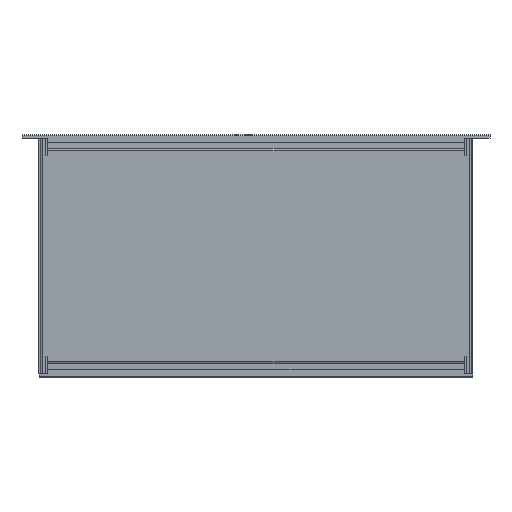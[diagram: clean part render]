
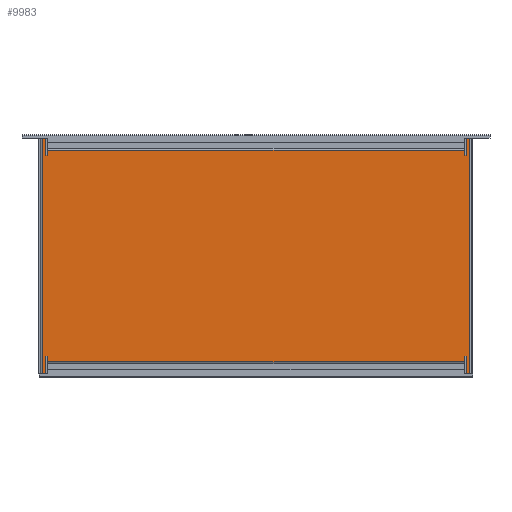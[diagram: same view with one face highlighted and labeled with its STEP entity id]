
A CAD part, front view. The second image highlights one B-rep face of the part: STEP entity #9983.
In plain terms, the highlighted planar face has unit normal (0, -1, 0).
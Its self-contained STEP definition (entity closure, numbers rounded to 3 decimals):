
#8657=DIRECTION('',(1.,0.,0.));
#8658=VECTOR('',#8657,3.4);
#8659=CARTESIAN_POINT('',(216.6,-9.6,-121.4));
#8660=LINE('',#8659,#8658);
#8759=DIRECTION('',(1.,0.,0.));
#8760=VECTOR('',#8759,3.4);
#8761=CARTESIAN_POINT('',(-220.,-9.6,-121.4));
#8762=LINE('',#8761,#8760);
#8871=DIRECTION('',(0.,0.,1.));
#8872=VECTOR('',#8871,5.472);
#8873=CARTESIAN_POINT('',(-214.75,-9.6,103.49));
#8874=LINE('',#8873,#8872);
#8952=DIRECTION('',(-1.,0.,0.));
#8953=VECTOR('',#8952,1.85);
#8954=CARTESIAN_POINT('',(-214.75,-9.6,103.49));
#8955=LINE('',#8954,#8953);
#8959=DIRECTION('',(-1.,0.,0.));
#8960=VECTOR('',#8959,1.85);
#8961=CARTESIAN_POINT('',(216.6,-9.6,103.49));
#8962=LINE('',#8961,#8960);
#8966=DIRECTION('',(0.,0.,-1.));
#8967=VECTOR('',#8966,17.91);
#8968=CARTESIAN_POINT('',(216.6,-9.6,121.4));
#8969=LINE('',#8968,#8967);
#8973=DIRECTION('',(0.,0.,-1.));
#8974=VECTOR('',#8973,242.8);
#8975=CARTESIAN_POINT('',(220.,-9.6,121.4));
#8976=LINE('',#8975,#8974);
#8980=DIRECTION('',(0.,0.,1.));
#8981=VECTOR('',#8980,17.91);
#8982=CARTESIAN_POINT('',(216.6,-9.6,-121.4));
#8983=LINE('',#8982,#8981);
#8987=DIRECTION('',(-1.,0.,0.));
#8988=VECTOR('',#8987,1.85);
#8989=CARTESIAN_POINT('',(216.6,-9.6,-103.49));
#8990=LINE('',#8989,#8988);
#8994=DIRECTION('',(-1.,0.,0.));
#8995=VECTOR('',#8994,1.85);
#8996=CARTESIAN_POINT('',(-214.75,-9.6,-103.49));
#8997=LINE('',#8996,#8995);
#9001=DIRECTION('',(0.,0.,1.));
#9002=VECTOR('',#9001,17.91);
#9003=CARTESIAN_POINT('',(-216.6,-9.6,-121.4));
#9004=LINE('',#9003,#9002);
#9008=DIRECTION('',(0.,0.,-1.));
#9009=VECTOR('',#9008,242.8);
#9010=CARTESIAN_POINT('',(-220.,-9.6,121.4));
#9011=LINE('',#9010,#9009);
#9015=DIRECTION('',(0.,0.,-1.));
#9016=VECTOR('',#9015,17.91);
#9017=CARTESIAN_POINT('',(-216.6,-9.6,121.4));
#9018=LINE('',#9017,#9016);
#9022=DIRECTION('',(1.,0.,0.));
#9023=VECTOR('',#9022,429.5);
#9024=CARTESIAN_POINT('',(-214.75,-9.6,108.962));
#9025=LINE('',#9024,#9023);
#9085=DIRECTION('',(0.,0.,1.));
#9086=VECTOR('',#9085,5.472);
#9087=CARTESIAN_POINT('',(214.75,-9.6,103.49));
#9088=LINE('',#9087,#9086);
#9217=DIRECTION('',(1.,0.,0.));
#9218=VECTOR('',#9217,3.4);
#9219=CARTESIAN_POINT('',(216.6,-9.6,121.4));
#9220=LINE('',#9219,#9218);
#9231=DIRECTION('',(1.,0.,0.));
#9232=VECTOR('',#9231,3.4);
#9233=CARTESIAN_POINT('',(-220.,-9.6,121.4));
#9234=LINE('',#9233,#9232);
#9366=DIRECTION('',(0.,0.,-1.));
#9367=VECTOR('',#9366,5.472);
#9368=CARTESIAN_POINT('',(-214.75,-9.6,-103.49));
#9369=LINE('',#9368,#9367);
#9447=DIRECTION('',(1.,0.,0.));
#9448=VECTOR('',#9447,429.5);
#9449=CARTESIAN_POINT('',(-214.75,-9.6,-108.962));
#9450=LINE('',#9449,#9448);
#9528=DIRECTION('',(0.,0.,-1.));
#9529=VECTOR('',#9528,5.472);
#9530=CARTESIAN_POINT('',(214.75,-9.6,-103.49));
#9531=LINE('',#9530,#9529);
#9607=CARTESIAN_POINT('',(220.,-9.6,-121.4));
#9609=VERTEX_POINT('',#9607);
#9610=CARTESIAN_POINT('',(220.,-9.6,121.4));
#9611=VERTEX_POINT('',#9610);
#9614=CARTESIAN_POINT('',(-220.,-9.6,-121.4));
#9616=VERTEX_POINT('',#9614);
#9620=CARTESIAN_POINT('',(-220.,-9.6,121.4));
#9621=VERTEX_POINT('',#9620);
#9646=CARTESIAN_POINT('',(216.6,-9.6,-121.4));
#9648=VERTEX_POINT('',#9646);
#9650=CARTESIAN_POINT('',(-216.6,-9.6,-121.4));
#9652=VERTEX_POINT('',#9650);
#9654=CARTESIAN_POINT('',(216.6,-9.6,-103.49));
#9655=VERTEX_POINT('',#9654);
#9656=CARTESIAN_POINT('',(-216.6,-9.6,-103.49));
#9657=VERTEX_POINT('',#9656);
#9662=CARTESIAN_POINT('',(-214.75,-9.6,-108.962));
#9664=VERTEX_POINT('',#9662);
#9682=CARTESIAN_POINT('',(214.75,-9.6,-108.962));
#9684=VERTEX_POINT('',#9682);
#9703=CARTESIAN_POINT('',(-214.75,-9.6,-103.49));
#9705=VERTEX_POINT('',#9703);
#9707=CARTESIAN_POINT('',(214.75,-9.6,-103.49));
#9709=VERTEX_POINT('',#9707);
#9710=CARTESIAN_POINT('',(216.6,-9.6,103.49));
#9712=VERTEX_POINT('',#9710);
#9714=CARTESIAN_POINT('',(-216.6,-9.6,103.49));
#9716=VERTEX_POINT('',#9714);
#9718=CARTESIAN_POINT('',(-214.75,-9.6,108.962));
#9720=VERTEX_POINT('',#9718);
#9738=CARTESIAN_POINT('',(214.75,-9.6,108.962));
#9740=VERTEX_POINT('',#9738);
#9758=CARTESIAN_POINT('',(-214.75,-9.6,103.49));
#9759=VERTEX_POINT('',#9758);
#9762=CARTESIAN_POINT('',(214.75,-9.6,103.49));
#9763=VERTEX_POINT('',#9762);
#9766=CARTESIAN_POINT('',(216.6,-9.6,121.4));
#9768=VERTEX_POINT('',#9766);
#9770=CARTESIAN_POINT('',(-216.6,-9.6,121.4));
#9772=VERTEX_POINT('',#9770);
#9942=CARTESIAN_POINT('',(-222.,-9.6,-121.4));
#9943=DIRECTION('',(0.,-1.,0.));
#9944=DIRECTION('',(1.,0.,0.));
#9945=AXIS2_PLACEMENT_3D('',#9942,#9943,#9944);
#9946=PLANE('',#9945);
#9947=ORIENTED_EDGE('',*,*,#9889,.F.);
#9948=ORIENTED_EDGE('',*,*,#9917,.T.);
#9950=ORIENTED_EDGE('',*,*,#9949,.T.);
#9952=ORIENTED_EDGE('',*,*,#9951,.F.);
#9953=ORIENTED_EDGE('',*,*,#9907,.F.);
#9955=ORIENTED_EDGE('',*,*,#9954,.F.);
#9957=ORIENTED_EDGE('',*,*,#9956,.T.);
#9959=ORIENTED_EDGE('',*,*,#9958,.T.);
#9960=ORIENTED_EDGE('',*,*,#9781,.F.);
#9961=ORIENTED_EDGE('',*,*,#9832,.T.);
#9963=ORIENTED_EDGE('',*,*,#9962,.T.);
#9965=ORIENTED_EDGE('',*,*,#9964,.T.);
#9967=ORIENTED_EDGE('',*,*,#9966,.F.);
#9969=ORIENTED_EDGE('',*,*,#9968,.F.);
#9971=ORIENTED_EDGE('',*,*,#9970,.T.);
#9973=ORIENTED_EDGE('',*,*,#9972,.F.);
#9974=ORIENTED_EDGE('',*,*,#9817,.F.);
#9976=ORIENTED_EDGE('',*,*,#9975,.F.);
#9978=ORIENTED_EDGE('',*,*,#9977,.T.);
#9980=ORIENTED_EDGE('',*,*,#9979,.T.);
#9981=EDGE_LOOP('',(#9947,#9948,#9950,#9952,#9953,#9955,#9957,#9959,#9960,#9961,
#9963,#9965,#9967,#9969,#9971,#9973,#9974,#9976,#9978,#9980));
#9982=FACE_OUTER_BOUND('',#9981,.F.);
#9983=ADVANCED_FACE('',(#9982),#9946,.T.);
#9781=EDGE_CURVE('',#9648,#9609,#8660,.T.);
#9817=EDGE_CURVE('',#9616,#9652,#8762,.T.);
#9832=EDGE_CURVE('',#9648,#9655,#8983,.T.);
#9889=EDGE_CURVE('',#9759,#9716,#8955,.T.);
#9907=EDGE_CURVE('',#9712,#9763,#8962,.T.);
#9917=EDGE_CURVE('',#9759,#9720,#8874,.T.);
#9949=EDGE_CURVE('',#9720,#9740,#9025,.T.);
#9951=EDGE_CURVE('',#9763,#9740,#9088,.T.);
#9954=EDGE_CURVE('',#9768,#9712,#8969,.T.);
#9956=EDGE_CURVE('',#9768,#9611,#9220,.T.);
#9958=EDGE_CURVE('',#9611,#9609,#8976,.T.);
#9962=EDGE_CURVE('',#9655,#9709,#8990,.T.);
#9964=EDGE_CURVE('',#9709,#9684,#9531,.T.);
#9966=EDGE_CURVE('',#9664,#9684,#9450,.T.);
#9968=EDGE_CURVE('',#9705,#9664,#9369,.T.);
#9970=EDGE_CURVE('',#9705,#9657,#8997,.T.);
#9972=EDGE_CURVE('',#9652,#9657,#9004,.T.);
#9975=EDGE_CURVE('',#9621,#9616,#9011,.T.);
#9977=EDGE_CURVE('',#9621,#9772,#9234,.T.);
#9979=EDGE_CURVE('',#9772,#9716,#9018,.T.);
